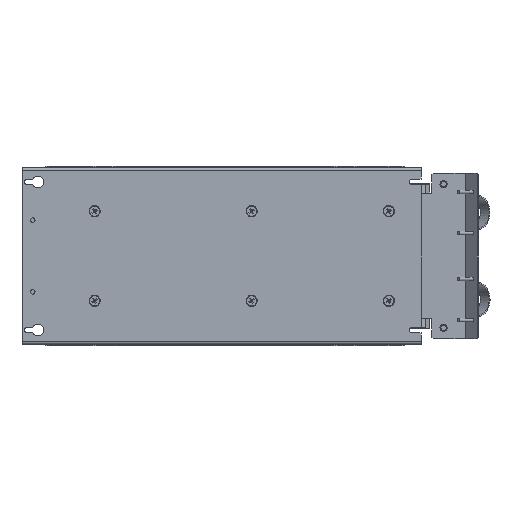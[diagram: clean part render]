
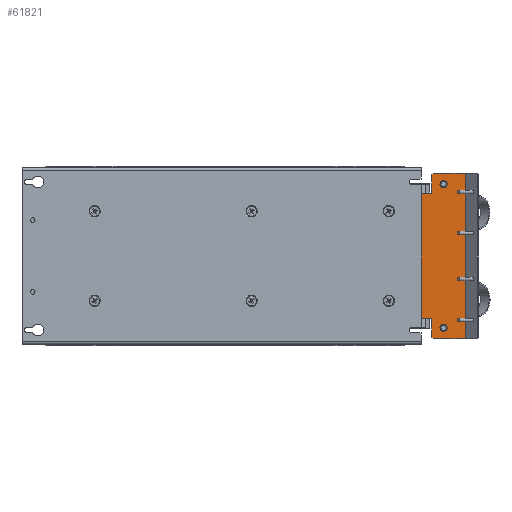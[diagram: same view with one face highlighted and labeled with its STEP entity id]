
A CAD part, front view. The second image highlights one B-rep face of the part: STEP entity #61821.
In plain terms, the highlighted planar face has unit normal (0, -1, 0).
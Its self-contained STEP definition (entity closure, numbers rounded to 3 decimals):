
#358 = ORIENTED_EDGE ( 'NONE', *, *, #122627, .F. ) ;
#1138 = EDGE_LOOP ( 'NONE', ( #16345, #20605, #126087, #44002, #358, #79778, #40825, #51383, #2314, #129114 ) ) ;
#2314 = ORIENTED_EDGE ( 'NONE', *, *, #78763, .F. ) ;
#3747 = VECTOR ( 'NONE', #136967, 1000. ) ;
#4084 = LINE ( 'NONE', #117893, #59842 ) ;
#5043 = AXIS2_PLACEMENT_3D ( 'NONE', #132188, #143379, #76546 ) ;
#9606 = VECTOR ( 'NONE', #52113, 1000. ) ;
#9817 = CARTESIAN_POINT ( 'NONE',  ( -90.5, -2., -6.752 ) ) ;
#9861 = VECTOR ( 'NONE', #66517, 1000. ) ;
#10127 = AXIS2_PLACEMENT_3D ( 'NONE', #97698, #30916, #108917 ) ;
#10598 = EDGE_CURVE ( 'NONE', #135993, #135993, #143154, .T. ) ;
#12051 = DIRECTION ( 'NONE',  ( 1., 0., 0. ) ) ;
#12570 = DIRECTION ( 'NONE',  ( 0.707, 0., 0.707 ) ) ;
#14289 = LINE ( 'NONE', #112422, #73535 ) ;
#16157 = EDGE_CURVE ( 'NONE', #53715, #26446, #98548, .T. ) ;
#16345 = ORIENTED_EDGE ( 'NONE', *, *, #33979, .F. ) ;
#20605 = ORIENTED_EDGE ( 'NONE', *, *, #57242, .T. ) ;
#23760 = EDGE_CURVE ( 'NONE', #60901, #89255, #99121, .T. ) ;
#24768 = FACE_OUTER_BOUND ( 'NONE', #1138, .T. ) ;
#25665 = EDGE_CURVE ( 'NONE', #85263, #85263, #48151, .T. ) ;
#26446 = VERTEX_POINT ( 'NONE', #65047 ) ;
#26818 = VERTEX_POINT ( 'NONE', #138141 ) ;
#30916 = DIRECTION ( 'NONE',  ( 0., -1., 0. ) ) ;
#31792 = VECTOR ( 'NONE', #43759, 1000. ) ;
#33979 = EDGE_CURVE ( 'NONE', #35639, #26818, #122393, .T. ) ;
#35309 = LINE ( 'NONE', #121255, #31792 ) ;
#35639 = VERTEX_POINT ( 'NONE', #128576 ) ;
#37601 = EDGE_CURVE ( 'NONE', #133341, #60901, #39549, .T. ) ;
#37863 = VECTOR ( 'NONE', #57226, 1000. ) ;
#39549 = LINE ( 'NONE', #87976, #9861 ) ;
#40825 = ORIENTED_EDGE ( 'NONE', *, *, #44911, .F. ) ;
#42534 = DIRECTION ( 'NONE',  ( 0., 0., 1. ) ) ;
#43759 = DIRECTION ( 'NONE',  ( -1., 0., 0. ) ) ;
#44002 = ORIENTED_EDGE ( 'NONE', *, *, #37601, .F. ) ;
#44911 = EDGE_CURVE ( 'NONE', #132274, #53715, #35309, .T. ) ;
#46075 = CARTESIAN_POINT ( 'NONE',  ( 92.5, -2., -8.752 ) ) ;
#46599 = CARTESIAN_POINT ( 'NONE',  ( 90.5, -2., -6.752 ) ) ;
#48151 = CIRCLE ( 'NONE', #118977, 4. ) ;
#51383 = ORIENTED_EDGE ( 'NONE', *, *, #64963, .F. ) ;
#52113 = DIRECTION ( 'NONE',  ( 0., 0., 1. ) ) ;
#53715 = VERTEX_POINT ( 'NONE', #112907 ) ;
#54147 = PLANE ( 'NONE',  #5043 ) ;
#57226 = DIRECTION ( 'NONE',  ( 0., 0., -1. ) ) ;
#57242 = EDGE_CURVE ( 'NONE', #35639, #89255, #63003, .T. ) ;
#59842 = VECTOR ( 'NONE', #129074, 1000. ) ;
#60368 = DIRECTION ( 'NONE',  ( 0., -1., 0. ) ) ;
#60901 = VERTEX_POINT ( 'NONE', #144126 ) ;
#61821 = ADVANCED_FACE ( 'NONE', ( #80482, #24768, #139910 ), #54147, .F. ) ;
#63003 = LINE ( 'NONE', #104275, #3747 ) ;
#63044 = VECTOR ( 'NONE', #140521, 1000. ) ;
#64425 = CARTESIAN_POINT ( 'NONE',  ( -70., -2., 61.848 ) ) ;
#64963 = EDGE_CURVE ( 'NONE', #114618, #132274, #126787, .T. ) ;
#65047 = CARTESIAN_POINT ( 'NONE',  ( -92.5, -2., -8.752 ) ) ;
#66517 = DIRECTION ( 'NONE',  ( 1., 0., 0. ) ) ;
#69981 = LINE ( 'NONE', #134438, #125848 ) ;
#69988 = CARTESIAN_POINT ( 'NONE',  ( -80., -2., -15.752 ) ) ;
#73535 = VECTOR ( 'NONE', #12051, 1000. ) ;
#76546 = DIRECTION ( 'NONE',  ( 0., 0., 1. ) ) ;
#78763 = EDGE_CURVE ( 'NONE', #115273, #114618, #4084, .T. ) ;
#79778 = ORIENTED_EDGE ( 'NONE', *, *, #16157, .F. ) ;
#80482 = FACE_BOUND ( 'NONE', #124017, .T. ) ;
#82304 = ORIENTED_EDGE ( 'NONE', *, *, #25665, .F. ) ;
#84341 = CARTESIAN_POINT ( 'NONE',  ( 70., -2., -6.752 ) ) ;
#85209 = CARTESIAN_POINT ( 'NONE',  ( -92.5, -2., -61.848 ) ) ;
#85263 = VERTEX_POINT ( 'NONE', #69988 ) ;
#87976 = CARTESIAN_POINT ( 'NONE',  ( -70., -2., -6.752 ) ) ;
#88671 = CARTESIAN_POINT ( 'NONE',  ( 92.5, -2., -8.752 ) ) ;
#89255 = VERTEX_POINT ( 'NONE', #121437 ) ;
#90895 = EDGE_LOOP ( 'NONE', ( #131567 ) ) ;
#97698 = CARTESIAN_POINT ( 'NONE',  ( 80., -2., -19.752 ) ) ;
#98548 = LINE ( 'NONE', #85209, #9606 ) ;
#99121 = LINE ( 'NONE', #64425, #125323 ) ;
#100277 = CARTESIAN_POINT ( 'NONE',  ( 92.5, -2., -43.868 ) ) ;
#104275 = CARTESIAN_POINT ( 'NONE',  ( 0., -2., 23.148 ) ) ;
#108917 = DIRECTION ( 'NONE',  ( 0., 0., 1. ) ) ;
#112422 = CARTESIAN_POINT ( 'NONE',  ( 90.5, -2., -6.752 ) ) ;
#112907 = CARTESIAN_POINT ( 'NONE',  ( -92.5, -2., -43.868 ) ) ;
#113429 = CARTESIAN_POINT ( 'NONE',  ( 80., -2., -15.752 ) ) ;
#114618 = VERTEX_POINT ( 'NONE', #88671 ) ;
#115273 = VERTEX_POINT ( 'NONE', #46599 ) ;
#117156 = EDGE_CURVE ( 'NONE', #26818, #115273, #14289, .T. ) ;
#117893 = CARTESIAN_POINT ( 'NONE',  ( 90.5, -2., -6.752 ) ) ;
#118977 = AXIS2_PLACEMENT_3D ( 'NONE', #127205, #60368, #138416 ) ;
#121255 = CARTESIAN_POINT ( 'NONE',  ( 0., -2., -43.868 ) ) ;
#121437 = CARTESIAN_POINT ( 'NONE',  ( -70., -2., 23.148 ) ) ;
#122393 = LINE ( 'NONE', #84341, #63044 ) ;
#122627 = EDGE_CURVE ( 'NONE', #26446, #133341, #69981, .T. ) ;
#124017 = EDGE_LOOP ( 'NONE', ( #82304 ) ) ;
#125323 = VECTOR ( 'NONE', #42534, 1000. ) ;
#125848 = VECTOR ( 'NONE', #12570, 1000. ) ;
#126087 = ORIENTED_EDGE ( 'NONE', *, *, #23760, .F. ) ;
#126787 = LINE ( 'NONE', #46075, #37863 ) ;
#127205 = CARTESIAN_POINT ( 'NONE',  ( -80., -2., -19.752 ) ) ;
#128576 = CARTESIAN_POINT ( 'NONE',  ( 70., -2., 23.148 ) ) ;
#129074 = DIRECTION ( 'NONE',  ( 0.707, 0., -0.707 ) ) ;
#129114 = ORIENTED_EDGE ( 'NONE', *, *, #117156, .F. ) ;
#131567 = ORIENTED_EDGE ( 'NONE', *, *, #10598, .F. ) ;
#132188 = CARTESIAN_POINT ( 'NONE',  ( 0., -2., 0. ) ) ;
#132274 = VERTEX_POINT ( 'NONE', #100277 ) ;
#133341 = VERTEX_POINT ( 'NONE', #9817 ) ;
#134438 = CARTESIAN_POINT ( 'NONE',  ( -92.5, -2., -8.752 ) ) ;
#135993 = VERTEX_POINT ( 'NONE', #113429 ) ;
#136967 = DIRECTION ( 'NONE',  ( -1., 0., 0. ) ) ;
#138141 = CARTESIAN_POINT ( 'NONE',  ( 70., -2., -6.752 ) ) ;
#138416 = DIRECTION ( 'NONE',  ( 0., 0., 1. ) ) ;
#139910 = FACE_BOUND ( 'NONE', #90895, .T. ) ;
#140521 = DIRECTION ( 'NONE',  ( 0., 0., -1. ) ) ;
#143154 = CIRCLE ( 'NONE', #10127, 4. ) ;
#143379 = DIRECTION ( 'NONE',  ( 0., 1., 0. ) ) ;
#144126 = CARTESIAN_POINT ( 'NONE',  ( -70., -2., -6.752 ) ) ;
